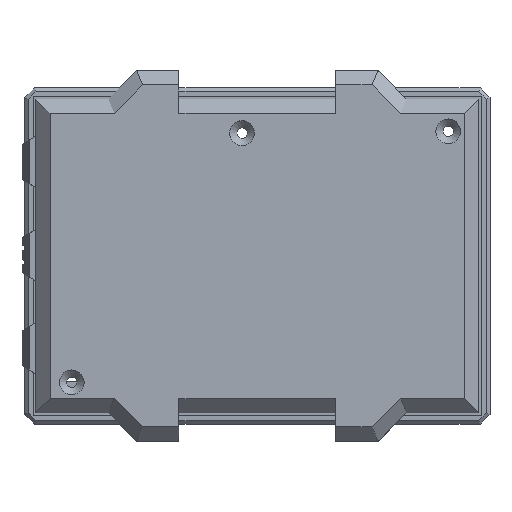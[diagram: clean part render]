
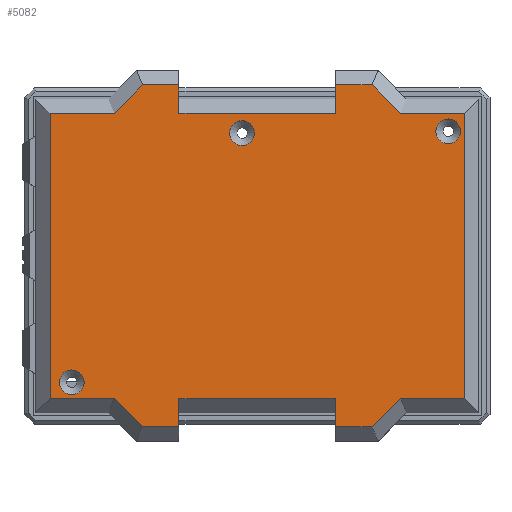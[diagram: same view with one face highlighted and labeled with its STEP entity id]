
A CAD part, top view. The second image highlights one B-rep face of the part: STEP entity #5082.
In plain terms, the highlighted planar face has unit normal (0, 0, 1).
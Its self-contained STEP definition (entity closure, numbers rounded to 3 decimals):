
#28=FACE_BOUND('',#630,.T.);
#29=FACE_BOUND('',#631,.T.);
#30=FACE_BOUND('',#632,.T.);
#95=PLANE('',#5415);
#331=FACE_OUTER_BOUND('',#629,.T.);
#629=EDGE_LOOP('',(#3606,#3607,#3608,#3609,#3610,#3611,#3612,#3613,#3614,
#3615,#3616,#3617,#3618,#3619,#3620,#3621,#3622,#3623,#3624,#3625));
#630=EDGE_LOOP('',(#3626));
#631=EDGE_LOOP('',(#3627));
#632=EDGE_LOOP('',(#3628));
#948=LINE('',#7332,#1571);
#954=LINE('',#7346,#1577);
#957=LINE('',#7352,#1580);
#960=LINE('',#7358,#1583);
#963=LINE('',#7364,#1586);
#966=LINE('',#7370,#1589);
#969=LINE('',#7376,#1592);
#971=LINE('',#7380,#1594);
#974=LINE('',#7385,#1597);
#977=LINE('',#7391,#1600);
#978=LINE('',#7393,#1601);
#979=LINE('',#7395,#1602);
#980=LINE('',#7397,#1603);
#981=LINE('',#7399,#1604);
#982=LINE('',#7401,#1605);
#983=LINE('',#7403,#1606);
#984=LINE('',#7405,#1607);
#985=LINE('',#7407,#1608);
#986=LINE('',#7409,#1609);
#987=LINE('',#7410,#1610);
#1571=VECTOR('',#5879,10.);
#1577=VECTOR('',#5889,10.);
#1580=VECTOR('',#5894,10.);
#1583=VECTOR('',#5899,10.);
#1586=VECTOR('',#5904,10.);
#1589=VECTOR('',#5909,10.);
#1592=VECTOR('',#5914,10.);
#1594=VECTOR('',#5918,10.);
#1597=VECTOR('',#5923,10.);
#1600=VECTOR('',#5928,10.);
#1601=VECTOR('',#5929,10.);
#1602=VECTOR('',#5930,10.);
#1603=VECTOR('',#5931,10.);
#1604=VECTOR('',#5932,10.);
#1605=VECTOR('',#5933,10.);
#1606=VECTOR('',#5934,10.);
#1607=VECTOR('',#5935,10.);
#1608=VECTOR('',#5936,10.);
#1609=VECTOR('',#5937,10.);
#1610=VECTOR('',#5938,10.);
#2192=CIRCLE('',#5394,1.75);
#2195=CIRCLE('',#5399,1.75);
#2198=CIRCLE('',#5404,1.75);
#2312=VERTEX_POINT('',#7301);
#2315=VERTEX_POINT('',#7311);
#2318=VERTEX_POINT('',#7321);
#2319=VERTEX_POINT('',#7325);
#2322=VERTEX_POINT('',#7330);
#2327=VERTEX_POINT('',#7343);
#2328=VERTEX_POINT('',#7345);
#2330=VERTEX_POINT('',#7351);
#2332=VERTEX_POINT('',#7357);
#2334=VERTEX_POINT('',#7363);
#2336=VERTEX_POINT('',#7369);
#2338=VERTEX_POINT('',#7375);
#2339=VERTEX_POINT('',#7379);
#2342=VERTEX_POINT('',#7390);
#2343=VERTEX_POINT('',#7392);
#2344=VERTEX_POINT('',#7394);
#2345=VERTEX_POINT('',#7396);
#2346=VERTEX_POINT('',#7398);
#2347=VERTEX_POINT('',#7400);
#2348=VERTEX_POINT('',#7402);
#2349=VERTEX_POINT('',#7404);
#2350=VERTEX_POINT('',#7406);
#2351=VERTEX_POINT('',#7408);
#2788=EDGE_CURVE('',#2312,#2312,#2192,.T.);
#2793=EDGE_CURVE('',#2315,#2315,#2195,.T.);
#2798=EDGE_CURVE('',#2318,#2318,#2198,.T.);
#2803=EDGE_CURVE('',#2322,#2319,#948,.T.);
#2809=EDGE_CURVE('',#2327,#2328,#954,.T.);
#2812=EDGE_CURVE('',#2328,#2330,#957,.T.);
#2815=EDGE_CURVE('',#2330,#2332,#960,.T.);
#2818=EDGE_CURVE('',#2332,#2334,#963,.T.);
#2821=EDGE_CURVE('',#2334,#2336,#966,.T.);
#2824=EDGE_CURVE('',#2336,#2338,#969,.T.);
#2826=EDGE_CURVE('',#2338,#2339,#971,.T.);
#2829=EDGE_CURVE('',#2322,#2339,#974,.T.);
#2832=EDGE_CURVE('',#2327,#2342,#977,.T.);
#2833=EDGE_CURVE('',#2343,#2342,#978,.T.);
#2834=EDGE_CURVE('',#2343,#2344,#979,.T.);
#2835=EDGE_CURVE('',#2345,#2344,#980,.T.);
#2836=EDGE_CURVE('',#2346,#2345,#981,.T.);
#2837=EDGE_CURVE('',#2347,#2346,#982,.T.);
#2838=EDGE_CURVE('',#2348,#2347,#983,.T.);
#2839=EDGE_CURVE('',#2349,#2348,#984,.T.);
#2840=EDGE_CURVE('',#2350,#2349,#985,.T.);
#2841=EDGE_CURVE('',#2351,#2350,#986,.T.);
#2842=EDGE_CURVE('',#2351,#2319,#987,.T.);
#3606=ORIENTED_EDGE('',*,*,#2829,.T.);
#3607=ORIENTED_EDGE('',*,*,#2826,.F.);
#3608=ORIENTED_EDGE('',*,*,#2824,.F.);
#3609=ORIENTED_EDGE('',*,*,#2821,.F.);
#3610=ORIENTED_EDGE('',*,*,#2818,.F.);
#3611=ORIENTED_EDGE('',*,*,#2815,.F.);
#3612=ORIENTED_EDGE('',*,*,#2812,.F.);
#3613=ORIENTED_EDGE('',*,*,#2809,.F.);
#3614=ORIENTED_EDGE('',*,*,#2832,.T.);
#3615=ORIENTED_EDGE('',*,*,#2833,.F.);
#3616=ORIENTED_EDGE('',*,*,#2834,.T.);
#3617=ORIENTED_EDGE('',*,*,#2835,.F.);
#3618=ORIENTED_EDGE('',*,*,#2836,.F.);
#3619=ORIENTED_EDGE('',*,*,#2837,.F.);
#3620=ORIENTED_EDGE('',*,*,#2838,.F.);
#3621=ORIENTED_EDGE('',*,*,#2839,.F.);
#3622=ORIENTED_EDGE('',*,*,#2840,.F.);
#3623=ORIENTED_EDGE('',*,*,#2841,.F.);
#3624=ORIENTED_EDGE('',*,*,#2842,.T.);
#3625=ORIENTED_EDGE('',*,*,#2803,.F.);
#3626=ORIENTED_EDGE('',*,*,#2798,.T.);
#3627=ORIENTED_EDGE('',*,*,#2788,.T.);
#3628=ORIENTED_EDGE('',*,*,#2793,.T.);
#5082=ADVANCED_FACE('',(#331,#28,#29,#30),#95,.T.);
#5394=AXIS2_PLACEMENT_3D('',#7302,#5847,#5848);
#5399=AXIS2_PLACEMENT_3D('',#7312,#5859,#5860);
#5404=AXIS2_PLACEMENT_3D('',#7322,#5871,#5872);
#5415=AXIS2_PLACEMENT_3D('',#7389,#5926,#5927);
#5847=DIRECTION('center_axis',(0.,0.,-1.));
#5848=DIRECTION('ref_axis',(1.,0.,0.));
#5859=DIRECTION('center_axis',(0.,0.,-1.));
#5860=DIRECTION('ref_axis',(1.,0.,0.));
#5871=DIRECTION('center_axis',(0.,0.,-1.));
#5872=DIRECTION('ref_axis',(1.,0.,0.));
#5879=DIRECTION('',(-1.,0.,0.));
#5889=DIRECTION('',(1.,0.,0.));
#5894=DIRECTION('',(0.707,-0.707,0.));
#5899=DIRECTION('',(1.,0.,0.));
#5904=DIRECTION('',(0.,-1.,0.));
#5909=DIRECTION('',(-1.,0.,0.));
#5914=DIRECTION('',(-0.707,-0.707,0.));
#5918=DIRECTION('',(-1.,0.,0.));
#5923=DIRECTION('',(0.,-1.,0.));
#5926=DIRECTION('center_axis',(0.,0.,1.));
#5927=DIRECTION('ref_axis',(1.,0.,0.));
#5928=DIRECTION('',(0.,-1.,0.));
#5929=DIRECTION('',(1.,0.,0.));
#5930=DIRECTION('',(0.,1.,0.));
#5931=DIRECTION('',(1.,0.,0.));
#5932=DIRECTION('',(0.707,0.707,0.));
#5933=DIRECTION('',(1.,0.,0.));
#5934=DIRECTION('',(0.,1.,0.));
#5935=DIRECTION('',(-1.,0.,0.));
#5936=DIRECTION('',(-0.707,0.707,0.));
#5937=DIRECTION('',(-1.,0.,0.));
#5938=DIRECTION('',(0.,1.,0.));
#7301=CARTESIAN_POINT('',(122.71,-47.752,7.45));
#7302=CARTESIAN_POINT('Origin',(124.46,-47.752,7.45));
#7311=CARTESIAN_POINT('',(69.37,-83.312,7.45));
#7312=CARTESIAN_POINT('Origin',(71.12,-83.312,7.45));
#7321=CARTESIAN_POINT('',(93.5,-48.006,7.45));
#7322=CARTESIAN_POINT('Origin',(95.25,-48.006,7.45));
#7325=CARTESIAN_POINT('',(86.309,-85.63,7.45));
#7330=CARTESIAN_POINT('',(108.509,-85.63,7.45));
#7332=CARTESIAN_POINT('',(91.859,-85.63,7.45));
#7343=CARTESIAN_POINT('',(108.509,-41.18,7.45));
#7345=CARTESIAN_POINT('',(113.679,-41.18,7.45));
#7346=CARTESIAN_POINT('',(105.958,-41.18,7.45));
#7351=CARTESIAN_POINT('',(117.679,-45.18,7.45));
#7352=CARTESIAN_POINT('',(117.375,-44.876,7.45));
#7357=CARTESIAN_POINT('',(126.778,-45.18,7.45));
#7358=CARTESIAN_POINT('',(113.094,-45.18,7.45));
#7363=CARTESIAN_POINT('',(126.778,-85.63,7.45));
#7364=CARTESIAN_POINT('',(126.778,-76.518,7.45));
#7369=CARTESIAN_POINT('',(117.679,-85.63,7.45));
#7370=CARTESIAN_POINT('',(107.958,-85.63,7.45));
#7375=CARTESIAN_POINT('',(113.679,-89.63,7.45));
#7376=CARTESIAN_POINT('',(115.375,-87.934,7.45));
#7379=CARTESIAN_POINT('',(108.509,-89.63,7.45));
#7380=CARTESIAN_POINT('',(102.959,-89.63,7.45));
#7385=CARTESIAN_POINT('',(108.509,-76.518,7.45));
#7389=CARTESIAN_POINT('Origin',(97.409,-65.405,7.45));
#7390=CARTESIAN_POINT('',(108.509,-45.18,7.45));
#7391=CARTESIAN_POINT('',(108.509,-52.293,7.45));
#7392=CARTESIAN_POINT('',(86.309,-45.18,7.45));
#7393=CARTESIAN_POINT('',(102.959,-45.18,7.45));
#7394=CARTESIAN_POINT('',(86.309,-41.18,7.45));
#7395=CARTESIAN_POINT('',(86.309,-54.293,7.45));
#7396=CARTESIAN_POINT('',(81.139,-41.18,7.45));
#7397=CARTESIAN_POINT('',(91.859,-41.18,7.45));
#7398=CARTESIAN_POINT('',(77.139,-45.18,7.45));
#7399=CARTESIAN_POINT('',(79.443,-42.876,7.45));
#7400=CARTESIAN_POINT('',(68.04,-45.18,7.45));
#7401=CARTESIAN_POINT('',(86.86,-45.18,7.45));
#7402=CARTESIAN_POINT('',(68.04,-85.63,7.45));
#7403=CARTESIAN_POINT('',(68.04,-54.293,7.45));
#7404=CARTESIAN_POINT('',(77.139,-85.63,7.45));
#7405=CARTESIAN_POINT('',(81.725,-85.63,7.45));
#7406=CARTESIAN_POINT('',(81.139,-89.63,7.45));
#7407=CARTESIAN_POINT('',(77.443,-85.934,7.45));
#7408=CARTESIAN_POINT('',(86.309,-89.63,7.45));
#7409=CARTESIAN_POINT('',(88.86,-89.63,7.45));
#7410=CARTESIAN_POINT('',(86.309,-78.518,7.45));
